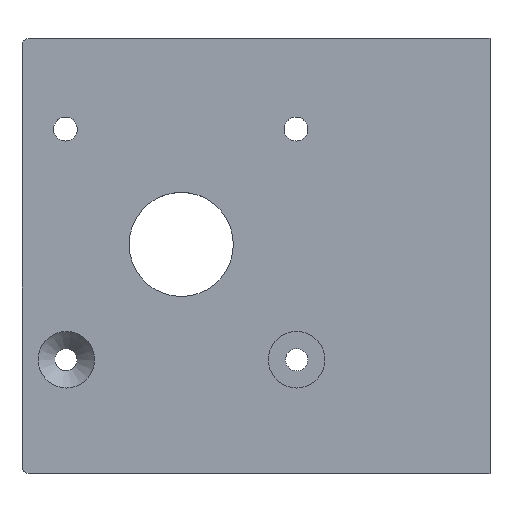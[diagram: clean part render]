
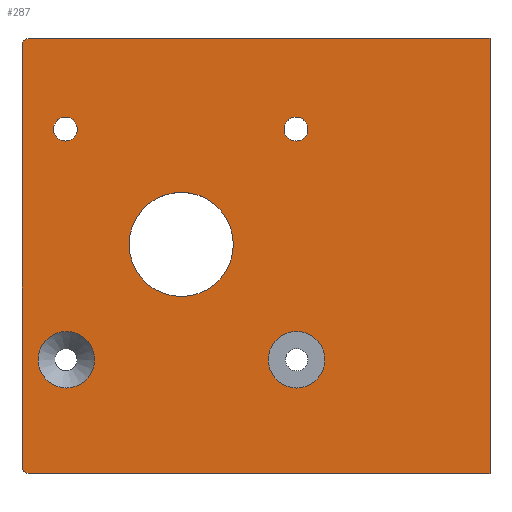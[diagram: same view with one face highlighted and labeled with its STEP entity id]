
A CAD part, top view. The second image highlights one B-rep face of the part: STEP entity #287.
In plain terms, the highlighted planar face has unit normal (0, 0, 1).
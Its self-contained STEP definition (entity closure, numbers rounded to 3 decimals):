
#25=FACE_BOUND('',#61,.T.);
#26=FACE_BOUND('',#62,.T.);
#27=FACE_BOUND('',#63,.T.);
#28=FACE_BOUND('',#64,.T.);
#29=FACE_BOUND('',#65,.T.);
#33=PLANE('',#324);
#40=FACE_OUTER_BOUND('',#60,.T.);
#60=EDGE_LOOP('',(#221,#222,#223,#224,#225,#226));
#61=EDGE_LOOP('',(#227));
#62=EDGE_LOOP('',(#228));
#63=EDGE_LOOP('',(#229));
#64=EDGE_LOOP('',(#230));
#65=EDGE_LOOP('',(#231));
#82=LINE('',#457,#103);
#85=LINE('',#462,#106);
#86=LINE('',#465,#107);
#87=LINE('',#467,#108);
#103=VECTOR('',#372,10.);
#106=VECTOR('',#377,10.);
#107=VECTOR('',#380,10.);
#108=VECTOR('',#381,10.);
#118=CIRCLE('',#313,1.);
#126=CIRCLE('',#325,1.);
#127=CIRCLE('',#326,7.);
#128=CIRCLE('',#327,1.6);
#129=CIRCLE('',#328,1.6);
#130=CIRCLE('',#329,3.8);
#131=CIRCLE('',#330,3.797);
#133=VERTEX_POINT('',#427);
#134=VERTEX_POINT('',#428);
#146=VERTEX_POINT('',#456);
#147=VERTEX_POINT('',#460);
#148=VERTEX_POINT('',#464);
#149=VERTEX_POINT('',#466);
#150=VERTEX_POINT('',#469);
#151=VERTEX_POINT('',#471);
#152=VERTEX_POINT('',#473);
#153=VERTEX_POINT('',#475);
#154=VERTEX_POINT('',#477);
#159=EDGE_CURVE('',#133,#134,#118,.T.);
#173=EDGE_CURVE('',#146,#134,#82,.T.);
#176=EDGE_CURVE('',#133,#147,#85,.T.);
#177=EDGE_CURVE('',#147,#148,#86,.T.);
#178=EDGE_CURVE('',#148,#149,#87,.T.);
#179=EDGE_CURVE('',#149,#146,#126,.T.);
#180=EDGE_CURVE('',#150,#150,#127,.T.);
#181=EDGE_CURVE('',#151,#151,#128,.T.);
#182=EDGE_CURVE('',#152,#152,#129,.T.);
#183=EDGE_CURVE('',#153,#153,#130,.T.);
#184=EDGE_CURVE('',#154,#154,#131,.T.);
#221=ORIENTED_EDGE('',*,*,#159,.F.);
#222=ORIENTED_EDGE('',*,*,#176,.T.);
#223=ORIENTED_EDGE('',*,*,#177,.T.);
#224=ORIENTED_EDGE('',*,*,#178,.T.);
#225=ORIENTED_EDGE('',*,*,#179,.T.);
#226=ORIENTED_EDGE('',*,*,#173,.T.);
#227=ORIENTED_EDGE('',*,*,#180,.T.);
#228=ORIENTED_EDGE('',*,*,#181,.T.);
#229=ORIENTED_EDGE('',*,*,#182,.T.);
#230=ORIENTED_EDGE('',*,*,#183,.T.);
#231=ORIENTED_EDGE('',*,*,#184,.T.);
#287=ADVANCED_FACE('',(#40,#25,#26,#27,#28,#29),#33,.F.);
#313=AXIS2_PLACEMENT_3D('',#429,#346,#347);
#324=AXIS2_PLACEMENT_3D('',#463,#378,#379);
#325=AXIS2_PLACEMENT_3D('',#468,#382,#383);
#326=AXIS2_PLACEMENT_3D('',#470,#384,#385);
#327=AXIS2_PLACEMENT_3D('',#472,#386,#387);
#328=AXIS2_PLACEMENT_3D('',#474,#388,#389);
#329=AXIS2_PLACEMENT_3D('',#476,#390,#391);
#330=AXIS2_PLACEMENT_3D('',#478,#392,#393);
#346=DIRECTION('center_axis',(0.,0.,
-1.));
#347=DIRECTION('ref_axis',(-0.707,-0.707,0.));
#372=DIRECTION('',(0.,-1.,0.));
#377=DIRECTION('',(1.,0.,0.));
#378=DIRECTION('center_axis',(0.,0.,
-1.));
#379=DIRECTION('ref_axis',(0.,-1.,0.));
#380=DIRECTION('',(0.,1.,0.));
#381=DIRECTION('',(-1.,0.,0.));
#382=DIRECTION('center_axis',(0.,0.,
1.));
#383=DIRECTION('ref_axis',(-0.707,0.707,0.));
#384=DIRECTION('center_axis',(0.,0.,
-1.));
#385=DIRECTION('ref_axis',(-1.,0.,0.));
#386=DIRECTION('center_axis',(0.,0.,
-1.));
#387=DIRECTION('ref_axis',(1.,0.,0.));
#388=DIRECTION('center_axis',(0.,0.,
-1.));
#389=DIRECTION('ref_axis',(1.,0.,0.));
#390=DIRECTION('center_axis',(0.,0.,
-1.));
#391=DIRECTION('ref_axis',(1.,0.,0.));
#392=DIRECTION('center_axis',(0.,0.,
-1.));
#393=DIRECTION('ref_axis',(1.,0.,0.));
#427=CARTESIAN_POINT('',(-156.223,-989.83,464.636));
#428=CARTESIAN_POINT('',(-157.223,-988.83,464.636));
#429=CARTESIAN_POINT('Origin',(-156.223,-988.83,464.636));
#456=CARTESIAN_POINT('',(-157.223,-932.33,464.636));
#457=CARTESIAN_POINT('',(-157.223,-952.63,464.636));
#460=CARTESIAN_POINT('',(-94.323,-989.83,464.636));
#462=CARTESIAN_POINT('',(-143.073,-989.83,464.636));
#463=CARTESIAN_POINT('Origin',(-128.823,-974.03,464.636));
#464=CARTESIAN_POINT('',(-94.323,-931.33,464.636));
#465=CARTESIAN_POINT('',(-94.323,-969.415,464.636));
#466=CARTESIAN_POINT('',(-156.223,-931.33,464.636));
#467=CARTESIAN_POINT('',(-112.573,-931.33,464.636));
#468=CARTESIAN_POINT('Origin',(-156.223,-932.33,464.636));
#469=CARTESIAN_POINT('',(-128.823,-959.03,464.636));
#470=CARTESIAN_POINT('Origin',(-135.823,-959.03,464.636));
#471=CARTESIAN_POINT('',(-152.99,-943.531,464.636));
#472=CARTESIAN_POINT('Origin',(-151.39,-943.531,464.636));
#473=CARTESIAN_POINT('',(-121.99,-943.531,464.636));
#474=CARTESIAN_POINT('Origin',(-120.39,-943.531,464.636));
#475=CARTESIAN_POINT('',(-124.123,-974.53,464.636));
#476=CARTESIAN_POINT('Origin',(-120.323,-974.53,464.636));
#477=CARTESIAN_POINT('',(-155.053,-974.53,464.636));
#478=CARTESIAN_POINT('Origin',(-151.256,-974.53,464.636));
